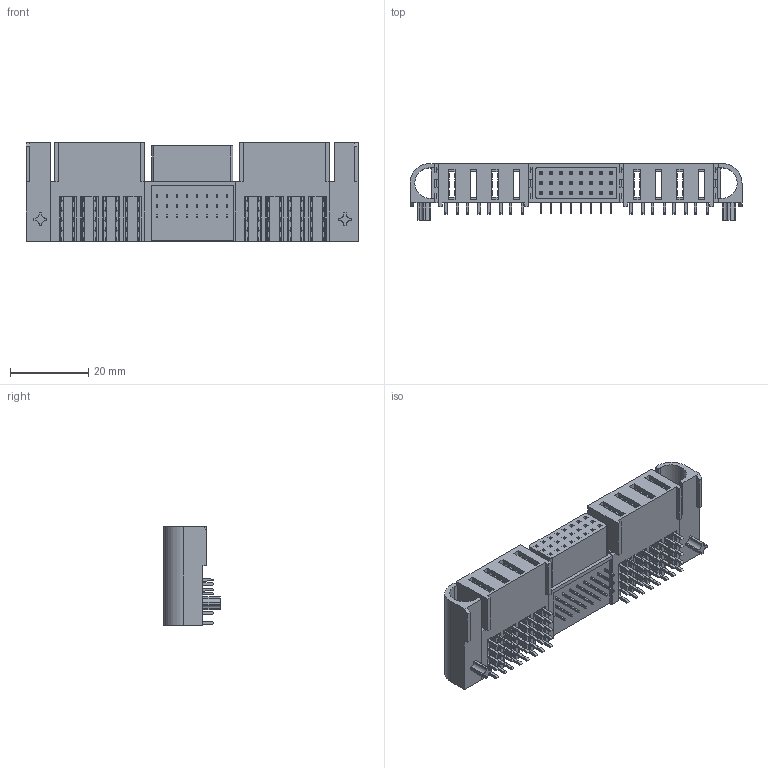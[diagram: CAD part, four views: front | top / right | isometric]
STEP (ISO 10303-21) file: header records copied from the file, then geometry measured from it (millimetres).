
FILE_DESCRIPTION(/* description */ ('STEP AP214'),/* implementation_level */ '2;1');
FILE_NAME(/* name */ 'ET60S-D04-3-08-D04-S-R1-S',/* time_stamp */ '2024-10-04T05:20:38+02:00',/* author */ ('License CC BY-ND 4.0'),/* organization */ ('CADENAS'),/* preprocessor_version */ 'ST-DEVELOPER v19.3',/* originating_system */ 'PARTsolutions',/* authorisation */ ' ');
FILE_SCHEMA (('AUTOMOTIVE_DESIGN {1 0 10303 214 3 1 1}'));
Length unit declared in the file: millimetre
Products named in the file (9): ET60S-D04-3-08-D04-S-R1-S; ET60S-24-R1_signal_terminal; ET60S-D04-R1_power_terminal; ET60S-R1_guide_post_left; ET60S-D04-R1_power_pins; ET60S-D04-R12_power_pins; ET60S-R1_guide_post_right; ET60S-24-R1_signal_pins; ET60S-24-R12_signal_pins
Assembly tree (11 placements, depth 2):
  ET60S-D04-3-08-D04-S-R1-S
    ET60S-24-R1_signal_terminal
    ET60S-D04-R1_power_terminal  x2
    ET60S-R1_guide_post_left
    ET60S-D04-R1_power_pins  x2
    ET60S-D04-R12_power_pins  x2
    ET60S-R1_guide_post_right
    ET60S-24-R1_signal_pins
    ET60S-24-R12_signal_pins
Bounding box: 84.76 x 14.48 x 25.22 mm (x, y, z)
Volume: 13133.6 mm3; surface area: 24266.8 mm2
Topology: 11 solids, 11 shells, 3084 faces, 9030 edges, 6016 vertices
Faces by surface type: plane 2516, cylinder 568
Entity records: 69456 total; most frequent: CARTESIAN_POINT 12399, ORIENTED_EDGE 12322, DIRECTION 11163, EDGE_CURVE 6161, LINE 5425, VECTOR 5425, VERTEX_POINT 4105, AXIS2_PLACEMENT_3D 2869
